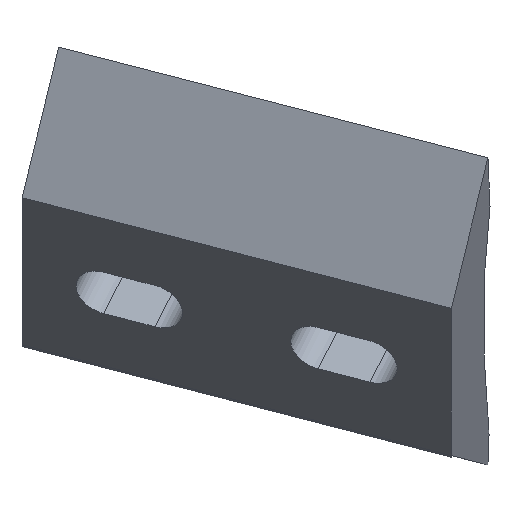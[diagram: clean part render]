
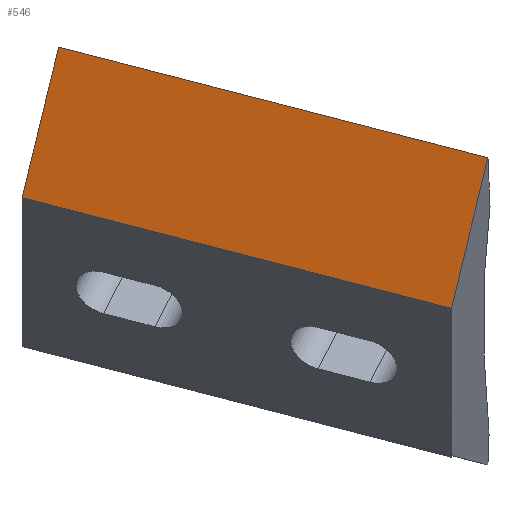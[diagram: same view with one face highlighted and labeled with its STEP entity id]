
A CAD part, left-side view. The second image highlights one B-rep face of the part: STEP entity #546.
In plain terms, the highlighted planar face has unit normal (-0.968, 0.249, 0).
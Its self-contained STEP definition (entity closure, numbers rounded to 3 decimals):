
#48=FACE_OUTER_BOUND('',#78,.T.);
#78=EDGE_LOOP('',(#377,#378,#379,#380));
#121=LINE('',#802,#183);
#122=LINE('',#804,#184);
#123=LINE('',#806,#185);
#124=LINE('',#807,#186);
#183=VECTOR('',#641,10.);
#184=VECTOR('',#642,10.);
#185=VECTOR('',#643,10.);
#186=VECTOR('',#644,10.);
#243=VERTEX_POINT('',#800);
#244=VERTEX_POINT('',#801);
#245=VERTEX_POINT('',#803);
#246=VERTEX_POINT('',#805);
#297=EDGE_CURVE('',#243,#244,#121,.T.);
#298=EDGE_CURVE('',#245,#243,#122,.T.);
#299=EDGE_CURVE('',#246,#245,#123,.T.);
#300=EDGE_CURVE('',#246,#244,#124,.T.);
#377=ORIENTED_EDGE('',*,*,#297,.F.);
#378=ORIENTED_EDGE('',*,*,#298,.F.);
#379=ORIENTED_EDGE('',*,*,#299,.F.);
#380=ORIENTED_EDGE('',*,*,#300,.T.);
#524=PLANE('',#578);
#546=ADVANCED_FACE('',(#48),#524,.F.);
#578=AXIS2_PLACEMENT_3D('',#799,#639,#640);
#639=DIRECTION('center_axis',(0.968,-0.25,0.));
#640=DIRECTION('ref_axis',(0.06,0.234,-0.97));
#641=DIRECTION('',(-0.06,-0.234,0.97));
#642=DIRECTION('',(0.242,0.94,0.242));
#643=DIRECTION('',(0.06,0.234,-0.97));
#644=DIRECTION('',(0.242,0.94,0.242));
#799=CARTESIAN_POINT('Origin',(-219.521,583.501,-500.653));
#800=CARTESIAN_POINT('',(-212.955,608.982,-502.848));
#801=CARTESIAN_POINT('',(-213.468,606.989,-494.601));
#802=CARTESIAN_POINT('',(-219.457,583.72,-398.31));
#803=CARTESIAN_POINT('',(-219.008,585.494,-508.901));
#804=CARTESIAN_POINT('',(-219.008,585.494,-508.901));
#805=CARTESIAN_POINT('',(-219.521,583.501,-500.653));
#806=CARTESIAN_POINT('',(-225.51,560.231,-404.363));
#807=CARTESIAN_POINT('',(-219.521,583.501,-500.653));
